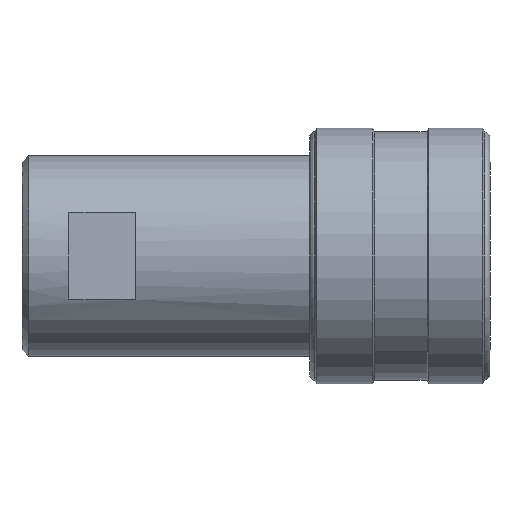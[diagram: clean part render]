
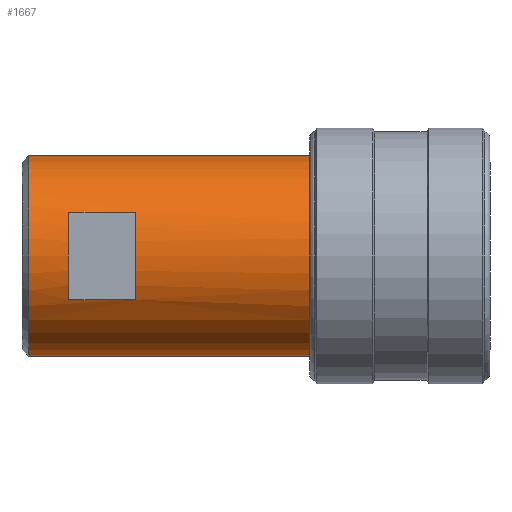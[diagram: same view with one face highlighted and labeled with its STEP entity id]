
A CAD part, front view. The second image highlights one B-rep face of the part: STEP entity #1667.
In plain terms, the highlighted cylindrical face has radius 15 mm (diameter 30 mm), a partial arc.
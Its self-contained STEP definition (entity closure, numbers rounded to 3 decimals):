
#13 = VECTOR ( 'NONE', #100, 1000. ) ;
#14 = ORIENTED_EDGE ( 'NONE', *, *, #1871, .F. ) ;
#82 = DIRECTION ( 'NONE',  ( -1., 0., 0. ) ) ;
#84 = LINE ( 'NONE', #118, #236 ) ;
#100 = DIRECTION ( 'NONE',  ( -1., 0., 0. ) ) ;
#105 = CARTESIAN_POINT ( 'NONE',  ( 24.485, -13.5, -6.538 ) ) ;
#118 = CARTESIAN_POINT ( 'NONE',  ( 0., 0., 15. ) ) ;
#214 = CARTESIAN_POINT ( 'NONE',  ( 60.545, 0., 15. ) ) ;
#236 = VECTOR ( 'NONE', #1130, 1000. ) ;
#242 = DIRECTION ( 'NONE',  ( 0., 0., 1. ) ) ;
#264 = AXIS2_PLACEMENT_3D ( 'NONE', #1501, #529, #1184 ) ;
#281 = CARTESIAN_POINT ( 'NONE',  ( 60.545, 0., 0. ) ) ;
#300 = DIRECTION ( 'NONE',  ( -1., 0., 0. ) ) ;
#303 = ORIENTED_EDGE ( 'NONE', *, *, #382, .F. ) ;
#331 = ORIENTED_EDGE ( 'NONE', *, *, #443, .F. ) ;
#381 = FACE_OUTER_BOUND ( 'NONE', #1844, .T. ) ;
#382 = EDGE_CURVE ( 'NONE', #1011, #685, #1876, .T. ) ;
#434 = DIRECTION ( 'NONE',  ( 0., 0., 1. ) ) ;
#443 = EDGE_CURVE ( 'NONE', #1392, #1483, #1905, .T. ) ;
#469 = ORIENTED_EDGE ( 'NONE', *, *, #657, .F. ) ;
#471 = DIRECTION ( 'NONE',  ( 0., 0., 1. ) ) ;
#520 = AXIS2_PLACEMENT_3D ( 'NONE', #1247, #82, #242 ) ;
#522 = VERTEX_POINT ( 'NONE', #915 ) ;
#529 = DIRECTION ( 'NONE',  ( -1., 0., 0. ) ) ;
#601 = ORIENTED_EDGE ( 'NONE', *, *, #1192, .F. ) ;
#622 = LINE ( 'NONE', #1477, #2087 ) ;
#638 = CARTESIAN_POINT ( 'NONE',  ( 18.485, 0., -15. ) ) ;
#657 = EDGE_CURVE ( 'NONE', #929, #905, #622, .T. ) ;
#663 = CARTESIAN_POINT ( 'NONE',  ( 24.485, -13.5, 6.538 ) ) ;
#685 = VERTEX_POINT ( 'NONE', #638 ) ;
#693 = CARTESIAN_POINT ( 'NONE',  ( 24.485, 0., 0. ) ) ;
#697 = CIRCLE ( 'NONE', #264, 15. ) ;
#705 = DIRECTION ( 'NONE',  ( 1., 0., 0. ) ) ;
#829 = DIRECTION ( 'NONE',  ( 1., 0., 0. ) ) ;
#905 = VERTEX_POINT ( 'NONE', #1695 ) ;
#915 = CARTESIAN_POINT ( 'NONE',  ( 18.485, 0., 15. ) ) ;
#929 = VERTEX_POINT ( 'NONE', #105 ) ;
#930 = AXIS2_PLACEMENT_3D ( 'NONE', #281, #300, #471 ) ;
#990 = CARTESIAN_POINT ( 'NONE',  ( 60.545, 0., -15. ) ) ;
#1011 = VERTEX_POINT ( 'NONE', #990 ) ;
#1057 = EDGE_CURVE ( 'NONE', #1079, #522, #84, .T. ) ;
#1069 = DIRECTION ( 'NONE',  ( -1., 0., 0. ) ) ;
#1079 = VERTEX_POINT ( 'NONE', #214 ) ;
#1092 = CYLINDRICAL_SURFACE ( 'NONE', #1819, 15. ) ;
#1130 = DIRECTION ( 'NONE',  ( -1., 0., 0. ) ) ;
#1132 = EDGE_LOOP ( 'NONE', ( #601, #331, #14, #469 ) ) ;
#1184 = DIRECTION ( 'NONE',  ( 0., 0., -1. ) ) ;
#1188 = CIRCLE ( 'NONE', #520, 15. ) ;
#1192 = EDGE_CURVE ( 'NONE', #1483, #929, #1549, .T. ) ;
#1247 = CARTESIAN_POINT ( 'NONE',  ( 18.485, 0., 0. ) ) ;
#1263 = ORIENTED_EDGE ( 'NONE', *, *, #1576, .F. ) ;
#1264 = CIRCLE ( 'NONE', #930, 15. ) ;
#1266 = CARTESIAN_POINT ( 'NONE',  ( 0., 0., 0. ) ) ;
#1346 = FACE_BOUND ( 'NONE', #1132, .T. ) ;
#1377 = EDGE_CURVE ( 'NONE', #1011, #1079, #1264, .T. ) ;
#1392 = VERTEX_POINT ( 'NONE', #1630 ) ;
#1427 = ORIENTED_EDGE ( 'NONE', *, *, #1377, .T. ) ;
#1429 = DIRECTION ( 'NONE',  ( -1., 0., 0. ) ) ;
#1477 = CARTESIAN_POINT ( 'NONE',  ( 0., -13.5, -6.538 ) ) ;
#1483 = VERTEX_POINT ( 'NONE', #663 ) ;
#1501 = CARTESIAN_POINT ( 'NONE',  ( 34.485, 0., 0. ) ) ;
#1540 = CARTESIAN_POINT ( 'NONE',  ( 0., 0., -15. ) ) ;
#1549 = CIRCLE ( 'NONE', #1997, 15. ) ;
#1576 = EDGE_CURVE ( 'NONE', #685, #522, #1188, .T. ) ;
#1630 = CARTESIAN_POINT ( 'NONE',  ( 34.485, -13.5, 6.538 ) ) ;
#1657 = VECTOR ( 'NONE', #1069, 1000. ) ;
#1667 = ADVANCED_FACE ( 'NONE', ( #381, #1346 ), #1092, .T. ) ;
#1695 = CARTESIAN_POINT ( 'NONE',  ( 34.485, -13.5, -6.538 ) ) ;
#1819 = AXIS2_PLACEMENT_3D ( 'NONE', #1266, #1429, #434 ) ;
#1844 = EDGE_LOOP ( 'NONE', ( #303, #1427, #2008, #1263 ) ) ;
#1871 = EDGE_CURVE ( 'NONE', #905, #1392, #697, .T. ) ;
#1876 = LINE ( 'NONE', #1540, #1657 ) ;
#1888 = CARTESIAN_POINT ( 'NONE',  ( 0., -13.5, 6.538 ) ) ;
#1905 = LINE ( 'NONE', #1888, #13 ) ;
#1997 = AXIS2_PLACEMENT_3D ( 'NONE', #693, #705, #2030 ) ;
#2008 = ORIENTED_EDGE ( 'NONE', *, *, #1057, .T. ) ;
#2030 = DIRECTION ( 'NONE',  ( 0., 0., 1. ) ) ;
#2087 = VECTOR ( 'NONE', #829, 1000. ) ;
